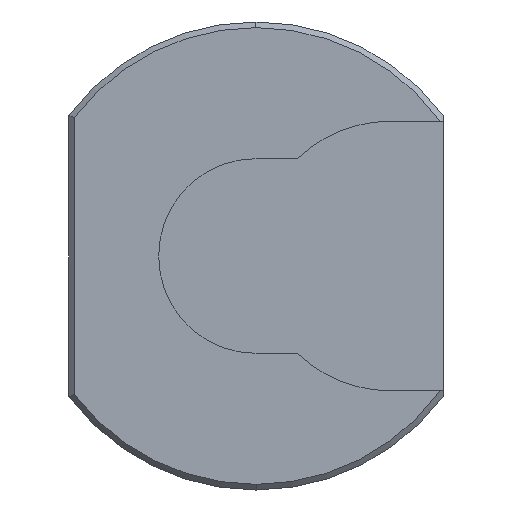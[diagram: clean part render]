
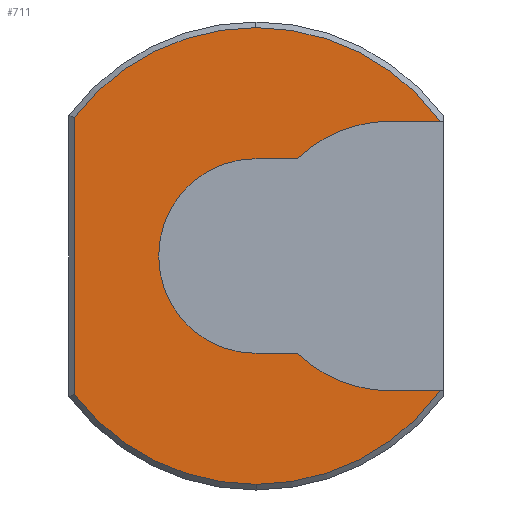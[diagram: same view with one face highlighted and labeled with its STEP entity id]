
A CAD part, left-side view. The second image highlights one B-rep face of the part: STEP entity #711.
In plain terms, the highlighted planar face has unit normal (-1, 0, 0).
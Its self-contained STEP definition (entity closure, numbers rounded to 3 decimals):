
#218=CARTESIAN_POINT('',(-155.0,-22.584,-33.407));
#219=VERTEX_POINT('',#218);
#235=CARTESIAN_POINT('',(-155.,-11.1,-26.));
#236=VERTEX_POINT('',#235);
#243=CARTESIAN_POINT('',(-155.0,-36.,0.));
#244=DIRECTION('',(1.,0.0,0.0));
#245=DIRECTION('',(0.0,0.373,-0.928));
#246=AXIS2_PLACEMENT_3D('',#243,#244,#245);
#247=CIRCLE('',#246,36.);
#248=EDGE_CURVE('',#219,#236,#247,.T.);
#260=CARTESIAN_POINT('',(-155.0,26.,0.));
#261=VERTEX_POINT('',#260);
#277=CARTESIAN_POINT('',(-155.,0.,26.));
#278=VERTEX_POINT('',#277);
#285=CARTESIAN_POINT('',(-155.0,0.,0.));
#286=DIRECTION('',(1.0,0.0,0.0));
#287=DIRECTION('',(0.0,1.0,0.0));
#288=AXIS2_PLACEMENT_3D('',#285,#286,#287);
#289=CIRCLE('',#288,26.0);
#290=EDGE_CURVE('',#261,#278,#289,.T.);
#302=CARTESIAN_POINT('',(-155.0,-22.584,33.407));
#303=VERTEX_POINT('',#302);
#319=CARTESIAN_POINT('',(-155.,-36.0,36.));
#320=VERTEX_POINT('',#319);
#327=CARTESIAN_POINT('',(-155.0,-36.,0.));
#328=DIRECTION('',(1.,0.0,0.0));
#329=DIRECTION('',(0.0,0.373,0.928));
#330=AXIS2_PLACEMENT_3D('',#327,#328,#329);
#331=CIRCLE('',#330,36.);
#332=EDGE_CURVE('',#303,#320,#331,.T.);
#384=CARTESIAN_POINT('',(-155.0,0.,61.));
#385=VERTEX_POINT('',#384);
#401=CARTESIAN_POINT('',(-155.0,48.5,36.997));
#402=VERTEX_POINT('',#401);
#409=CARTESIAN_POINT('',(-155.0,0.0,0.));
#410=DIRECTION('',(1.0,0.0,0.0));
#411=DIRECTION('',(0.0,0.0,1.0));
#412=AXIS2_PLACEMENT_3D('',#409,#410,#411);
#413=CIRCLE('',#412,61.);
#414=EDGE_CURVE('',#402,#385,#413,.T.);
#424=CARTESIAN_POINT('',(-155.0,0.,-61.));
#425=VERTEX_POINT('',#424);
#456=CARTESIAN_POINT('',(-155.0,-49.244,-36.));
#457=VERTEX_POINT('',#456);
#471=CARTESIAN_POINT('',(-155.0,0.,0.));
#472=DIRECTION('',(1.0,0.0,0.0));
#473=DIRECTION('',(0.0,0.0,-1.0));
#474=AXIS2_PLACEMENT_3D('',#471,#472,#473);
#475=CIRCLE('',#474,61.);
#476=EDGE_CURVE('',#457,#425,#475,.T.);
#613=CARTESIAN_POINT('',(-155.0,48.5,-36.997));
#614=VERTEX_POINT('',#613);
#615=CARTESIAN_POINT('',(-155.0,0.,0.));
#616=DIRECTION('',(1.0,0.0,0.0));
#617=DIRECTION('',(0.0,0.0,-1.0));
#618=AXIS2_PLACEMENT_3D('',#615,#616,#617);
#619=CIRCLE('',#618,61.);
#620=EDGE_CURVE('',#425,#614,#619,.T.);
#632=CARTESIAN_POINT('',(-155.0,0.,0.));
#633=DIRECTION('',(1.0,0.0,0.0));
#634=DIRECTION('',(0.0,0.0,-1.0));
#635=AXIS2_PLACEMENT_3D('',#632,#633,#634);
#636=PLANE('',#635);
#637=ORIENTED_EDGE('',*,*,#476,.F.);
#638=CARTESIAN_POINT('',(-155.,-36.0,-36.));
#639=VERTEX_POINT('',#638);
#640=CARTESIAN_POINT('',(-155.0,-49.244,-36.));
#641=DIRECTION('',(0.0,1.0,0.0));
#642=VECTOR('',#641,13.244);
#643=LINE('',#640,#642);
#644=EDGE_CURVE('',#457,#639,#643,.T.);
#645=ORIENTED_EDGE('',*,*,#644,.T.);
#646=CARTESIAN_POINT('',(-155.0,-36.,0.));
#647=DIRECTION('',(1.,0.0,0.0));
#648=DIRECTION('',(0.0,0.373,-0.928));
#649=AXIS2_PLACEMENT_3D('',#646,#647,#648);
#650=CIRCLE('',#649,36.);
#651=EDGE_CURVE('',#639,#219,#650,.T.);
#652=ORIENTED_EDGE('',*,*,#651,.T.);
#653=ORIENTED_EDGE('',*,*,#248,.T.);
#654=CARTESIAN_POINT('',(-155.,0.0,-26.));
#655=VERTEX_POINT('',#654);
#656=CARTESIAN_POINT('',(-155.,-11.1,-26.));
#657=DIRECTION('',(0.0,1.0,0.0));
#658=VECTOR('',#657,11.1);
#659=LINE('',#656,#658);
#660=EDGE_CURVE('',#236,#655,#659,.T.);
#661=ORIENTED_EDGE('',*,*,#660,.T.);
#662=CARTESIAN_POINT('',(-155.0,0.,0.));
#663=DIRECTION('',(1.0,0.0,0.0));
#664=DIRECTION('',(0.0,1.0,0.0));
#665=AXIS2_PLACEMENT_3D('',#662,#663,#664);
#666=CIRCLE('',#665,26.0);
#667=EDGE_CURVE('',#655,#261,#666,.T.);
#668=ORIENTED_EDGE('',*,*,#667,.T.);
#669=ORIENTED_EDGE('',*,*,#290,.T.);
#670=CARTESIAN_POINT('',(-155.,-11.1,26.));
#671=VERTEX_POINT('',#670);
#672=CARTESIAN_POINT('',(-155.,0.,26.));
#673=DIRECTION('',(0.0,-1.0,0.0));
#674=VECTOR('',#673,11.1);
#675=LINE('',#672,#674);
#676=EDGE_CURVE('',#278,#671,#675,.T.);
#677=ORIENTED_EDGE('',*,*,#676,.T.);
#678=CARTESIAN_POINT('',(-155.0,-36.,0.));
#679=DIRECTION('',(1.,0.0,0.0));
#680=DIRECTION('',(0.0,0.373,0.928));
#681=AXIS2_PLACEMENT_3D('',#678,#679,#680);
#682=CIRCLE('',#681,36.);
#683=EDGE_CURVE('',#671,#303,#682,.T.);
#684=ORIENTED_EDGE('',*,*,#683,.T.);
#685=ORIENTED_EDGE('',*,*,#332,.T.);
#686=CARTESIAN_POINT('',(-155.0,-49.244,36.));
#687=VERTEX_POINT('',#686);
#688=CARTESIAN_POINT('',(-155.,-36.0,36.));
#689=DIRECTION('',(0.0,-1.0,0.0));
#690=VECTOR('',#689,13.244);
#691=LINE('',#688,#690);
#692=EDGE_CURVE('',#320,#687,#691,.T.);
#693=ORIENTED_EDGE('',*,*,#692,.T.);
#694=CARTESIAN_POINT('',(-155.0,0.0,0.));
#695=DIRECTION('',(1.0,0.0,0.0));
#696=DIRECTION('',(0.0,0.0,1.0));
#697=AXIS2_PLACEMENT_3D('',#694,#695,#696);
#698=CIRCLE('',#697,61.);
#699=EDGE_CURVE('',#385,#687,#698,.T.);
#700=ORIENTED_EDGE('',*,*,#699,.F.);
#701=ORIENTED_EDGE('',*,*,#414,.F.);
#702=CARTESIAN_POINT('',(-155.0,48.5,-36.997));
#703=DIRECTION('',(0.0,0.0,1.0));
#704=VECTOR('',#703,73.993);
#705=LINE('',#702,#704);
#706=EDGE_CURVE('',#614,#402,#705,.T.);
#707=ORIENTED_EDGE('',*,*,#706,.F.);
#708=ORIENTED_EDGE('',*,*,#620,.F.);
#709=EDGE_LOOP('',(#637,#645,#652,#653,#661,#668,#669,#677,#684,#685,#693,#700,#701,#707,#708));
#710=FACE_OUTER_BOUND('',#709,.T.);
#711=ADVANCED_FACE('',(#710),#636,.F.);
